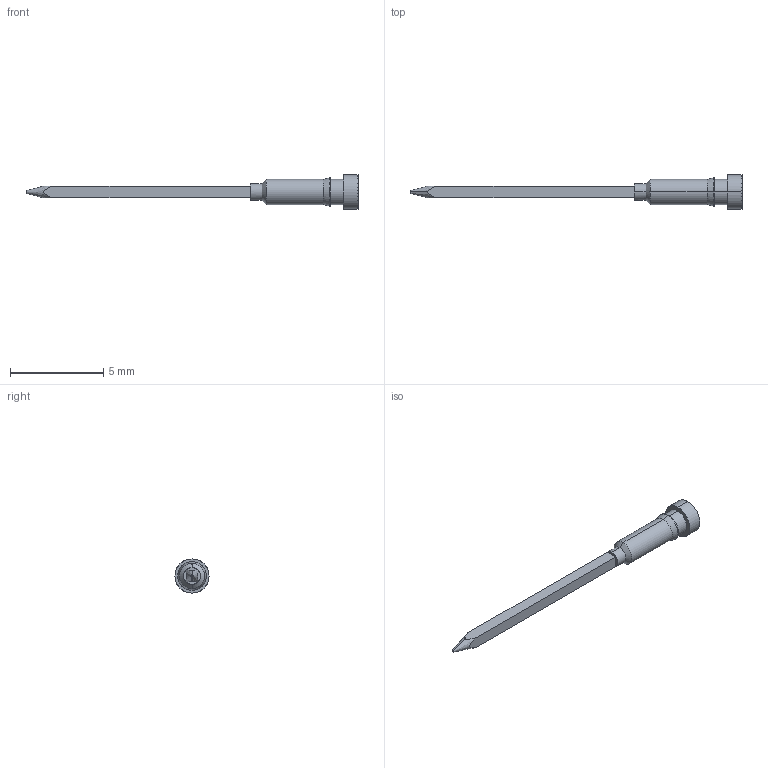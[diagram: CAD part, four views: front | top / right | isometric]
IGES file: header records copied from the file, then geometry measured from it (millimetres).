
Start section: SolidWorks IGES file using analytic representation for surfaces
Global section: file name: SIP-90-3.IGS; native system: SolidWorks 2006 by SolidWorks Corporation; preprocessor: SolidWorks 2006 by SolidWorks Corporation; author: tsakatani; date: 080102.110508; units: inch
Bounding box: 17.78 x 1.83 x 1.83 mm (x, y, z)
Surface area: 70.9 mm2 (no closed solid volume)
Topology: 0 solids, 0 shells, 34 faces, 322 edges, 320 vertices
Faces by surface type: revolution 22, bspline 12
